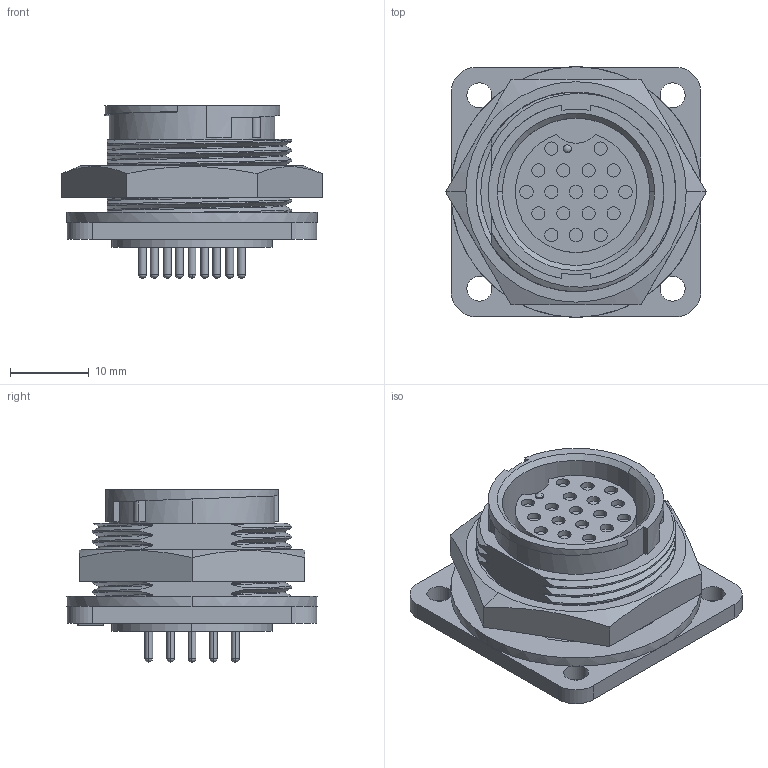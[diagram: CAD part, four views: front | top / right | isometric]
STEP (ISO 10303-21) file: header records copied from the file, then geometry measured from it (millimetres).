
FILE_DESCRIPTION (( 'STEP AP203' ), '1' );
FILE_NAME ('14281-18SG-300.STEP', '2013-09-05T15:19:31', ( '21FPBF1' ), ( 'Conxall' ), 'SwSTEP 2.0', 'SolidWorks 2012', '' );
FILE_SCHEMA (( 'CONFIG_CONTROL_DESIGN' ));
Length unit declared in the file: inch
Products named in the file (1): 14281-18SG-300
Bounding box: 33 x 31.75 x 21.84 mm (x, y, z)
Volume: 8879.8 mm3; surface area: 6335.8 mm2
Topology: 2 solids, 2 shells, 300 faces, 762 edges, 472 vertices
Faces by surface type: cylinder 132, plane 98, torus 36, bspline 29, cone 4, sphere 1
Entity records: 17281 total; most frequent: CARTESIAN_POINT 10321, ORIENTED_EDGE 1446, DIRECTION 1428, EDGE_CURVE 723, AXIS2_PLACEMENT_3D 564, VERTEX_POINT 470, EDGE_LOOP 353, ADVANCED_FACE 300
